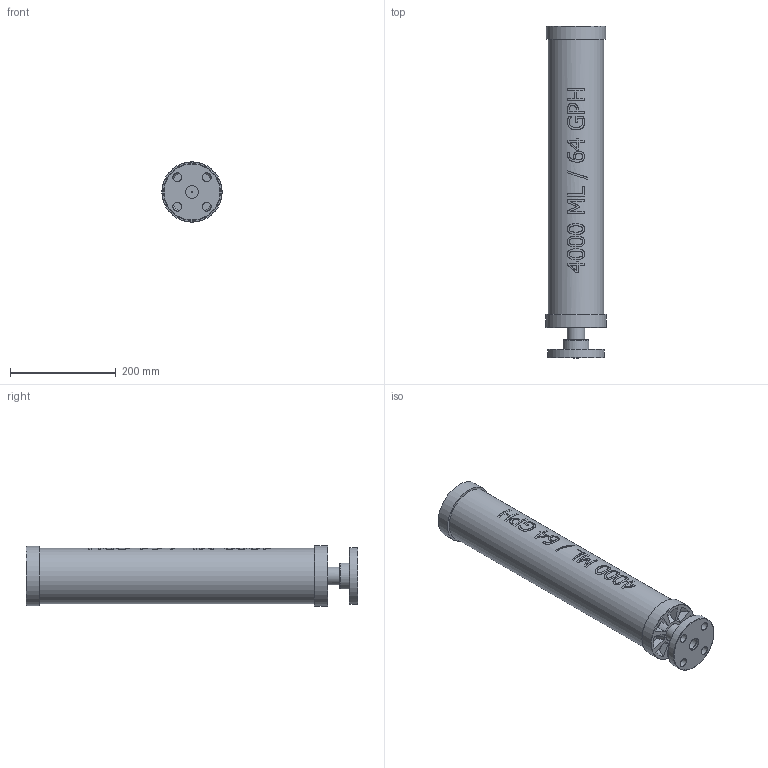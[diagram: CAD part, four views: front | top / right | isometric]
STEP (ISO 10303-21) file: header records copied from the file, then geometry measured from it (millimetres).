
FILE_DESCRIPTION((''),'2;1');
FILE_NAME('PV#3-4000-F_R0.ipt.stp','2017-07-11T09:26:57',(''),(''),'Autodesk Inventor 2009','Autodesk Inventor 2009','');
FILE_SCHEMA(('AUTOMOTIVE_DESIGN { 1 0 10303 214 1 1 1 1 }'));
Length unit declared in the file: inch
Products named in the file (1): PV#3-4000-F_R0
Bounding box: 114.3 x 628.65 x 114.3 mm (x, y, z)
Volume: 856549.6 mm3; surface area: 466771 mm2
Topology: 1 solids, 1 shells, 274 faces, 680 edges, 448 vertices
Faces by surface type: bspline 110, plane 98, cylinder 36, cone 17, torus 13
Full cylindrical faces by diameter (mm): 16.002 x4, 23.774 x1, 24.308 x1, 29.362 x1, 33.401 x1, 49.301 x1, 98.45 x1, 100.711 x1, 101.727 x1, 104.775 x1, 105.41 x1, 107.95 x1, 112.7 x1, 114.3 x1
Entity records: 45965 total; most frequent: CARTESIAN_POINT 40232, ORIENTED_EDGE 1274, DIRECTION 832, EDGE_CURVE 637, VERTEX_POINT 444, EDGE_LOOP 363, AXIS2_PLACEMENT_3D 299, FACE_OUTER_BOUND 274
